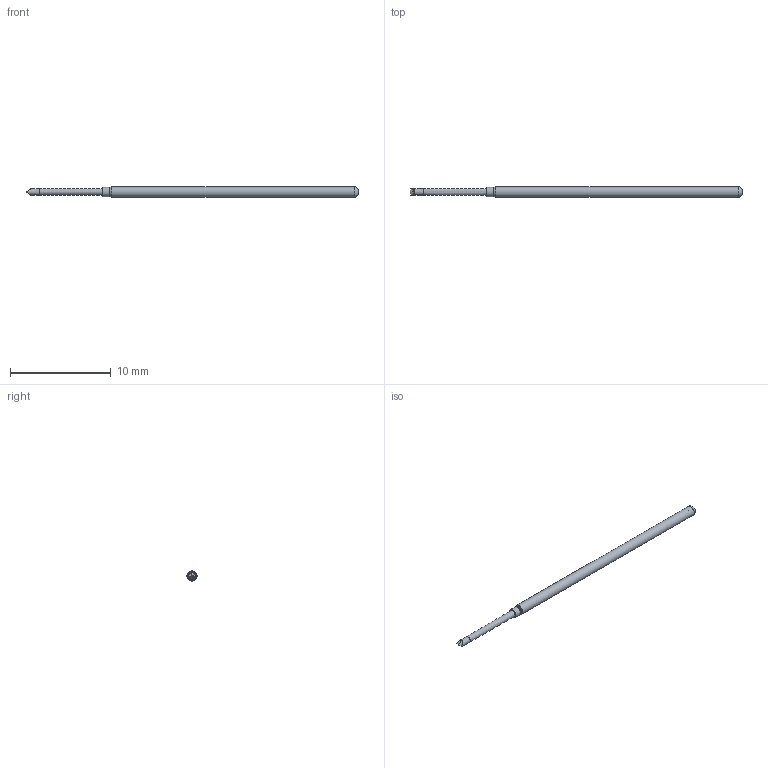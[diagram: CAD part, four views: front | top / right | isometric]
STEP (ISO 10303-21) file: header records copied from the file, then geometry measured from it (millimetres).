
FILE_DESCRIPTION (( 'STEP AP214' ), '1' );
FILE_NAME ('075-PR_258R_-S.STEP', '2019-06-07T17:41:40', ( '' ), ( '' ), 'SwSTEP 2.0', 'SolidWorks 2018', '' );
FILE_SCHEMA (( 'AUTOMOTIVE_DESIGN' ));
Length unit declared in the file: inch
Products named in the file (1): 075-PR_258R_-S
Bounding box: 33.02 x 1.02 x 1.02 mm (x, y, z)
Volume: 22.7 mm3; surface area: 100.2 mm2
Topology: 1 solids, 1 shells, 24 faces, 53 edges, 33 vertices
Faces by surface type: bspline 8, torus 5, cylinder 5, plane 4, cone 2
Full cylindrical faces by diameter (mm): 0.457 x1, 0.635 x1, 0.838 x1, 0.914 x1, 1.021 x1
Entity records: 2002 total; most frequent: CARTESIAN_POINT 1257, ORIENTED_EDGE 72, DIRECTION 62, EDGE_LOOP 38, EDGE_CURVE 36, FACE_OUTER_BOUND 34, AXIS2_PLACEMENT_3D 31, VERTEX_POINT 28
